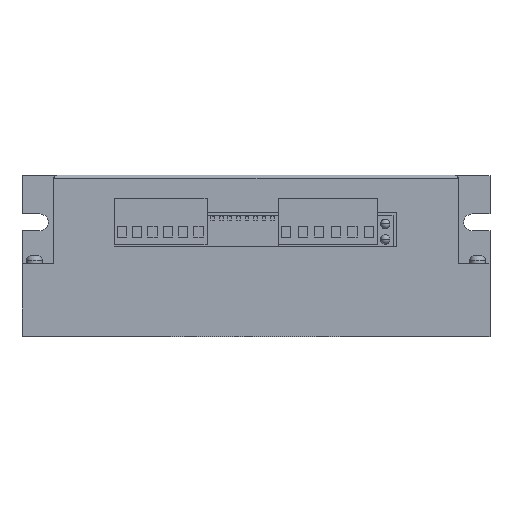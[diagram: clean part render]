
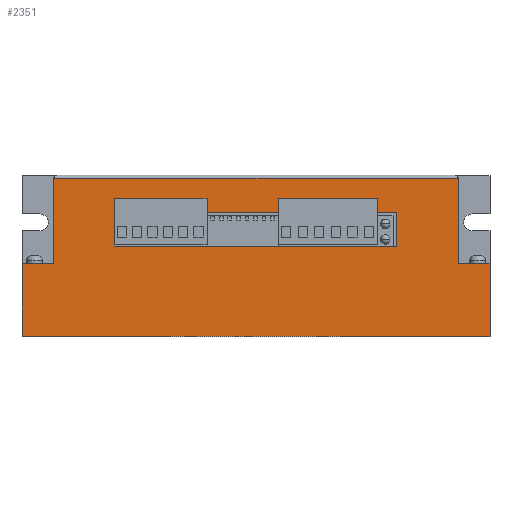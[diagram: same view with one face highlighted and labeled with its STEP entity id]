
A CAD part, top view. The second image highlights one B-rep face of the part: STEP entity #2351.
In plain terms, the highlighted planar face has unit normal (0, 0, 1).
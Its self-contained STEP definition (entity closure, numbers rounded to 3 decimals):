
#230 = ORIENTED_EDGE ( 'NONE', *, *, #6829, .T. ) ;
#568 = VECTOR ( 'NONE', #10340, 1000. ) ;
#619 = DIRECTION ( 'NONE',  ( -1., 0., 0. ) ) ;
#679 = VECTOR ( 'NONE', #619, 1000. ) ;
#766 = VERTEX_POINT ( 'NONE', #12891 ) ;
#768 = VERTEX_POINT ( 'NONE', #6784 ) ;
#976 = ORIENTED_EDGE ( 'NONE', *, *, #9448, .T. ) ;
#1012 = EDGE_CURVE ( 'NONE', #8207, #11890, #4055, .T. ) ;
#1036 = CARTESIAN_POINT ( 'NONE',  ( 10.3, 23.5, 0. ) ) ;
#1232 = VERTEX_POINT ( 'NONE', #8943 ) ;
#1273 = PLANE ( 'NONE',  #9934 ) ;
#1467 = DIRECTION ( 'NONE',  ( 0., 1., 0. ) ) ;
#1607 = CARTESIAN_POINT ( 'NONE',  ( 0., 0., 0. ) ) ;
#1801 = CARTESIAN_POINT ( 'NONE',  ( 0., 51., 0. ) ) ;
#1920 = CARTESIAN_POINT ( 'NONE',  ( 151., 23.5, 0. ) ) ;
#1949 = VECTOR ( 'NONE', #12643, 1000. ) ;
#2023 = CARTESIAN_POINT ( 'NONE',  ( 151., 23.5, 0. ) ) ;
#2114 = CARTESIAN_POINT ( 'NONE',  ( 0., 0., 0. ) ) ;
#2351 = ADVANCED_FACE ( 'NONE', ( #12160, #13415 ), #1273, .F. ) ;
#2397 = CARTESIAN_POINT ( 'NONE',  ( 151., 52., 0. ) ) ;
#2505 = CARTESIAN_POINT ( 'NONE',  ( 0., 23.5, 0. ) ) ;
#2609 = DIRECTION ( 'NONE',  ( 0., 0., -1. ) ) ;
#2645 = DIRECTION ( 'NONE',  ( 0., -1., 0. ) ) ;
#2907 = VECTOR ( 'NONE', #7828, 1000. ) ;
#2918 = VECTOR ( 'NONE', #2645, 1000. ) ;
#2968 = CARTESIAN_POINT ( 'NONE',  ( 140.7, 52., 0. ) ) ;
#3079 = VERTEX_POINT ( 'NONE', #11081 ) ;
#3374 = VERTEX_POINT ( 'NONE', #1036 ) ;
#3514 = CARTESIAN_POINT ( 'NONE',  ( 140.7, 23.5, 0. ) ) ;
#3717 = EDGE_CURVE ( 'NONE', #766, #14859, #5385, .T. ) ;
#4049 = ORIENTED_EDGE ( 'NONE', *, *, #8231, .F. ) ;
#4055 = LINE ( 'NONE', #7615, #8674 ) ;
#4735 = ORIENTED_EDGE ( 'NONE', *, *, #9348, .F. ) ;
#4802 = VERTEX_POINT ( 'NONE', #1607 ) ;
#5122 = VECTOR ( 'NONE', #7603, 1000. ) ;
#5268 = CARTESIAN_POINT ( 'NONE',  ( 120.7, 29., 0. ) ) ;
#5385 = LINE ( 'NONE', #11362, #2907 ) ;
#6592 = ORIENTED_EDGE ( 'NONE', *, *, #1012, .F. ) ;
#6718 = EDGE_CURVE ( 'NONE', #13134, #1232, #8314, .T. ) ;
#6784 = CARTESIAN_POINT ( 'NONE',  ( 29.7, 40., 0. ) ) ;
#6802 = LINE ( 'NONE', #10475, #12680 ) ;
#6829 = EDGE_CURVE ( 'NONE', #12870, #4802, #10899, .T. ) ;
#6940 = EDGE_CURVE ( 'NONE', #11890, #768, #7909, .T. ) ;
#7456 = VECTOR ( 'NONE', #13077, 1000. ) ;
#7553 = LINE ( 'NONE', #11164, #1949 ) ;
#7603 = DIRECTION ( 'NONE',  ( 0., -1., 0. ) ) ;
#7615 = CARTESIAN_POINT ( 'NONE',  ( 120.7, 29., 0. ) ) ;
#7816 = LINE ( 'NONE', #1801, #679 ) ;
#7828 = DIRECTION ( 'NONE',  ( 0., -1., 0. ) ) ;
#7888 = ORIENTED_EDGE ( 'NONE', *, *, #15604, .F. ) ;
#7909 = LINE ( 'NONE', #8924, #568 ) ;
#8034 = ORIENTED_EDGE ( 'NONE', *, *, #10175, .F. ) ;
#8207 = VERTEX_POINT ( 'NONE', #5268 ) ;
#8227 = ORIENTED_EDGE ( 'NONE', *, *, #3717, .F. ) ;
#8231 = EDGE_CURVE ( 'NONE', #3079, #9066, #13545, .T. ) ;
#8314 = LINE ( 'NONE', #2397, #15189 ) ;
#8674 = VECTOR ( 'NONE', #1467, 1000. ) ;
#8924 = CARTESIAN_POINT ( 'NONE',  ( 120.7, 40., 0. ) ) ;
#8943 = CARTESIAN_POINT ( 'NONE',  ( 151., 0., 0. ) ) ;
#9066 = VERTEX_POINT ( 'NONE', #3514 ) ;
#9348 = EDGE_CURVE ( 'NONE', #12870, #3374, #14991, .T. ) ;
#9354 = ORIENTED_EDGE ( 'NONE', *, *, #12864, .F. ) ;
#9445 = DIRECTION ( 'NONE',  ( 0., 1., 0. ) ) ;
#9448 = EDGE_CURVE ( 'NONE', #3079, #15047, #7816, .T. ) ;
#9484 = DIRECTION ( 'NONE',  ( 0., -1., 0. ) ) ;
#9578 = EDGE_CURVE ( 'NONE', #4802, #1232, #12914, .T. ) ;
#9745 = VECTOR ( 'NONE', #12610, 1000. ) ;
#9934 = AXIS2_PLACEMENT_3D ( 'NONE', #12009, #2609, #14384 ) ;
#10175 = EDGE_CURVE ( 'NONE', #13250, #766, #7553, .T. ) ;
#10254 = CARTESIAN_POINT ( 'NONE',  ( 0., 23.5, 0. ) ) ;
#10340 = DIRECTION ( 'NONE',  ( -1., 0., 0. ) ) ;
#10431 = VECTOR ( 'NONE', #9445, 1000. ) ;
#10475 = CARTESIAN_POINT ( 'NONE',  ( 29.7, 29., 0. ) ) ;
#10605 = LINE ( 'NONE', #2023, #7456 ) ;
#10607 = CARTESIAN_POINT ( 'NONE',  ( 29.7, 40., 0. ) ) ;
#10684 = ORIENTED_EDGE ( 'NONE', *, *, #6940, .F. ) ;
#10711 = LINE ( 'NONE', #13397, #10431 ) ;
#10899 = LINE ( 'NONE', #14702, #5122 ) ;
#11019 = VECTOR ( 'NONE', #13566, 1000. ) ;
#11054 = CARTESIAN_POINT ( 'NONE',  ( 10.3, 51., 0. ) ) ;
#11081 = CARTESIAN_POINT ( 'NONE',  ( 140.7, 51., 0. ) ) ;
#11164 = CARTESIAN_POINT ( 'NONE',  ( 29.7, 40., 0. ) ) ;
#11362 = CARTESIAN_POINT ( 'NONE',  ( 29.7, 40., 0. ) ) ;
#11890 = VERTEX_POINT ( 'NONE', #14303 ) ;
#12009 = CARTESIAN_POINT ( 'NONE',  ( 0., 52., 0. ) ) ;
#12160 = FACE_BOUND ( 'NONE', #15149, .T. ) ;
#12340 = ORIENTED_EDGE ( 'NONE', *, *, #9578, .T. ) ;
#12486 = EDGE_CURVE ( 'NONE', #3374, #15047, #10711, .T. ) ;
#12575 = ORIENTED_EDGE ( 'NONE', *, *, #14015, .F. ) ;
#12610 = DIRECTION ( 'NONE',  ( 1., 0., 0. ) ) ;
#12643 = DIRECTION ( 'NONE',  ( 0., -1., 0. ) ) ;
#12680 = VECTOR ( 'NONE', #13090, 1000. ) ;
#12864 = EDGE_CURVE ( 'NONE', #768, #13250, #15532, .T. ) ;
#12870 = VERTEX_POINT ( 'NONE', #2505 ) ;
#12891 = CARTESIAN_POINT ( 'NONE',  ( 29.7, 29.5, 0. ) ) ;
#12914 = LINE ( 'NONE', #2114, #11019 ) ;
#12955 = CARTESIAN_POINT ( 'NONE',  ( 29.7, 37.5, 0. ) ) ;
#13077 = DIRECTION ( 'NONE',  ( 1., 0., 0. ) ) ;
#13090 = DIRECTION ( 'NONE',  ( 1., 0., 0. ) ) ;
#13134 = VERTEX_POINT ( 'NONE', #1920 ) ;
#13250 = VERTEX_POINT ( 'NONE', #12955 ) ;
#13314 = DIRECTION ( 'NONE',  ( 0., -1., 0. ) ) ;
#13397 = CARTESIAN_POINT ( 'NONE',  ( 10.3, 52., 0. ) ) ;
#13415 = FACE_OUTER_BOUND ( 'NONE', #13489, .T. ) ;
#13489 = EDGE_LOOP ( 'NONE', ( #4049, #976, #15512, #4735, #230, #12340, #14922, #7888 ) ) ;
#13545 = LINE ( 'NONE', #2968, #2918 ) ;
#13566 = DIRECTION ( 'NONE',  ( 1., 0., 0. ) ) ;
#14015 = EDGE_CURVE ( 'NONE', #14859, #8207, #6802, .T. ) ;
#14303 = CARTESIAN_POINT ( 'NONE',  ( 120.7, 40., 0. ) ) ;
#14384 = DIRECTION ( 'NONE',  ( 0., -1., 0. ) ) ;
#14696 = VECTOR ( 'NONE', #13314, 1000. ) ;
#14702 = CARTESIAN_POINT ( 'NONE',  ( 0., 52., 0. ) ) ;
#14859 = VERTEX_POINT ( 'NONE', #15337 ) ;
#14922 = ORIENTED_EDGE ( 'NONE', *, *, #6718, .F. ) ;
#14991 = LINE ( 'NONE', #10254, #9745 ) ;
#15047 = VERTEX_POINT ( 'NONE', #11054 ) ;
#15149 = EDGE_LOOP ( 'NONE', ( #12575, #8227, #8034, #9354, #10684, #6592 ) ) ;
#15189 = VECTOR ( 'NONE', #9484, 1000. ) ;
#15337 = CARTESIAN_POINT ( 'NONE',  ( 29.7, 29., 0. ) ) ;
#15512 = ORIENTED_EDGE ( 'NONE', *, *, #12486, .F. ) ;
#15532 = LINE ( 'NONE', #10607, #14696 ) ;
#15604 = EDGE_CURVE ( 'NONE', #9066, #13134, #10605, .T. ) ;
